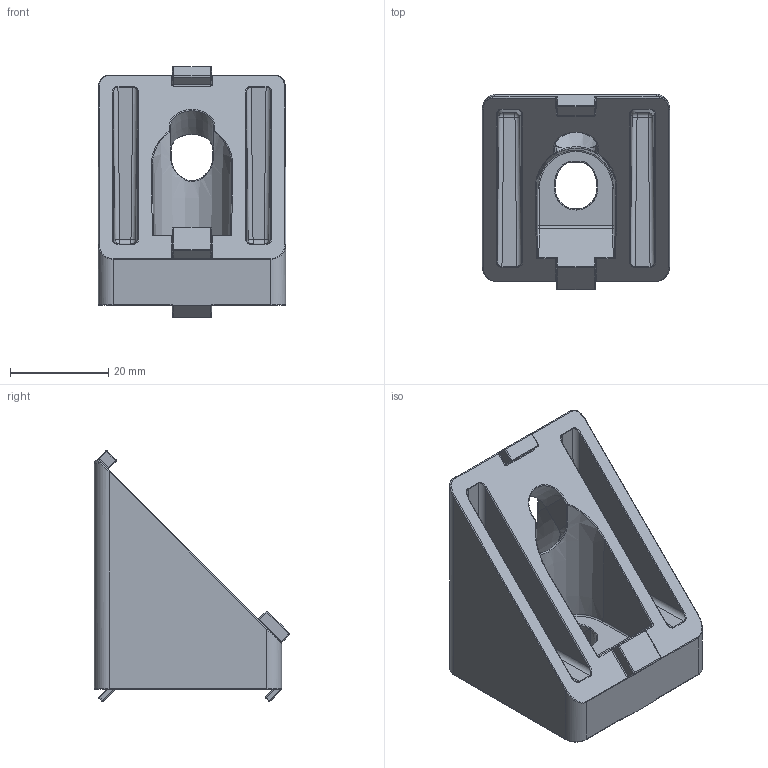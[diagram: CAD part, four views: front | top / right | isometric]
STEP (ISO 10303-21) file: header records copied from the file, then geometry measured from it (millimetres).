
FILE_DESCRIPTION (( 'STEP AP214' ), '1' );
FILE_NAME ('093WS38145N08.STEP', '2015-09-17T13:17:53', ( 'Admin' ), ( 'Hewlett-Packard Company' ), 'SwSTEP 2.0', 'SolidWorks 2014', '' );
FILE_SCHEMA (( 'AUTOMOTIVE_DESIGN' ));
Length unit declared in the file: millimetre
Products named in the file (1): 093WS38145N08
Bounding box: 38.1 x 39.76 x 51 mm (x, y, z)
Volume: 26186.5 mm3; surface area: 11924.4 mm2
Topology: 1 solids, 1 shells, 285 faces, 647 edges, 352 vertices
Faces by surface type: cylinder 121, bspline 64, plane 55, sphere 30, torus 11, cone 4
Entity records: 9235 total; most frequent: CARTESIAN_POINT 3510, ORIENTED_EDGE 1246, DIRECTION 1147, EDGE_CURVE 623, AXIS2_PLACEMENT_3D 444, VERTEX_POINT 344, EDGE_LOOP 293, ADVANCED_FACE 285
